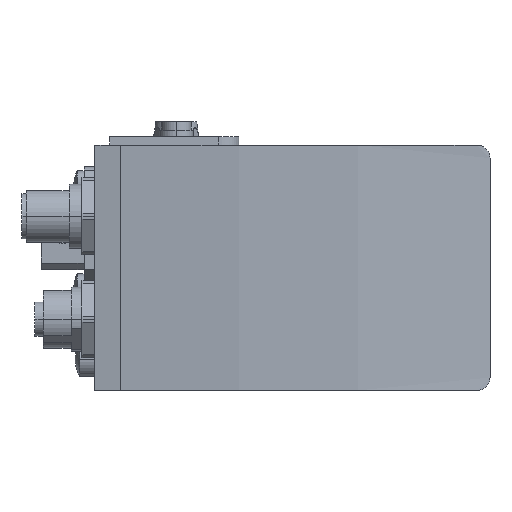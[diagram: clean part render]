
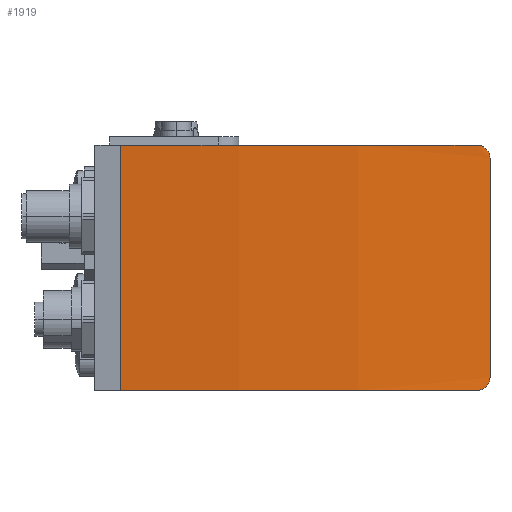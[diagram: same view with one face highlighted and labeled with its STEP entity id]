
A CAD part, left-side view. The second image highlights one B-rep face of the part: STEP entity #1919.
In plain terms, the highlighted cylindrical face has radius 300 mm (diameter 600 mm), a partial arc.
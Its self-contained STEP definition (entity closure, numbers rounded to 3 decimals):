
#1919=ADVANCED_FACE('',(#5561),#5562,.T.);
#1935=EDGE_CURVE('',#5585,#5586,#5587,.T.);
#1937=EDGE_CURVE('',#5589,#5585,#5590,.T.);
#1939=EDGE_CURVE('',#5592,#5589,#5593,.T.);
#1941=EDGE_CURVE('',#5595,#5592,#5596,.T.);
#1943=EDGE_CURVE('',#5598,#5595,#5599,.T.);
#1945=EDGE_CURVE('',#5586,#5598,#5601,.T.);
#5561=FACE_OUTER_BOUND('',#10634,.T.);
#5562=CYLINDRICAL_SURFACE('',#10635,300.0);
#5585=VERTEX_POINT('',#10659);
#5586=VERTEX_POINT('',#10660);
#5587=B_SPLINE_CURVE_WITH_KNOTS('',3,(#10661,#10662,#10663,#10664,#10665,#10666,#10667,#10668,#10669,#10670,#10671,#10672,#10673,#10674,#10675,#10676,#10677,#10678),.UNSPECIFIED.,.F.,.F.,(4,2,2,2,2,2,2,2,4),(4.539,5.11,5.681,6.252,6.822,7.387,7.952,8.517,9.082),.UNSPECIFIED.);
#5589=VERTEX_POINT('',#10681);
#5590=CIRCLE('',#10682,300.0);
#5592=VERTEX_POINT('',#10685);
#5593=LINE('',#10686,#10687);
#5595=VERTEX_POINT('',#10690);
#5596=CIRCLE('',#10691,300.0);
#5598=VERTEX_POINT('',#10694);
#5599=B_SPLINE_CURVE_WITH_KNOTS('',3,(#10695,#10696,#10697,#10698,#10699,#10700,#10701,#10702,#10703,#10704,#10705,#10706,#10707,#10708,#10709,#10710,#10711,#10712),.UNSPECIFIED.,.F.,.F.,(4,2,2,2,2,2,2,2,4),(9.082,9.648,10.214,10.78,11.346,11.916,12.485,13.054,13.624),.UNSPECIFIED.);
#5601=LINE('',#10715,#10716);
#10634=EDGE_LOOP('',(#18106,#18107,#18108,#18109,#18110,#18111));
#10635=AXIS2_PLACEMENT_3D('',#18112,#18113,#18114);
#10659=CARTESIAN_POINT('',(-4.808,-25.6,28.6));
#10660=CARTESIAN_POINT('',(-4.388,-28.6,25.6));
#10661=CARTESIAN_POINT('',(-4.808,-25.6,28.6));
#10662=CARTESIAN_POINT('',(-4.782,-25.789,28.6));
#10663=CARTESIAN_POINT('',(-4.756,-25.984,28.582));
#10664=CARTESIAN_POINT('',(-4.703,-26.372,28.506));
#10665=CARTESIAN_POINT('',(-4.676,-26.565,28.448));
#10666=CARTESIAN_POINT('',(-4.625,-26.935,28.294));
#10667=CARTESIAN_POINT('',(-4.6,-27.112,28.198));
#10668=CARTESIAN_POINT('',(-4.554,-27.441,27.977));
#10669=CARTESIAN_POINT('',(-4.532,-27.592,27.851));
#10670=CARTESIAN_POINT('',(-4.495,-27.858,27.585));
#10671=CARTESIAN_POINT('',(-4.477,-27.982,27.435));
#10672=CARTESIAN_POINT('',(-4.446,-28.201,27.108));
#10673=CARTESIAN_POINT('',(-4.432,-28.296,26.931));
#10674=CARTESIAN_POINT('',(-4.41,-28.448,26.562));
#10675=CARTESIAN_POINT('',(-4.401,-28.506,26.37));
#10676=CARTESIAN_POINT('',(-4.39,-28.582,25.983));
#10677=CARTESIAN_POINT('',(-4.388,-28.6,25.788));
#10678=CARTESIAN_POINT('',(-4.388,-28.6,25.6));
#10681=CARTESIAN_POINT('',(-4.388,57.6,28.6));
#10682=AXIS2_PLACEMENT_3D('',#18173,#18174,#18175);
#10685=CARTESIAN_POINT('',(-4.388,57.6,-28.6));
#10686=CARTESIAN_POINT('',(-4.388,57.6,0.0));
#10687=VECTOR('',#18176,1.0);
#10690=CARTESIAN_POINT('',(-4.808,-25.6,-28.6));
#10691=AXIS2_PLACEMENT_3D('',#18177,#18178,#18179);
#10694=CARTESIAN_POINT('',(-4.388,-28.6,-25.6));
#10695=CARTESIAN_POINT('',(-4.388,-28.6,-25.6));
#10696=CARTESIAN_POINT('',(-4.388,-28.6,-25.789));
#10697=CARTESIAN_POINT('',(-4.39,-28.582,-25.984));
#10698=CARTESIAN_POINT('',(-4.402,-28.506,-26.372));
#10699=CARTESIAN_POINT('',(-4.41,-28.448,-26.565));
#10700=CARTESIAN_POINT('',(-4.432,-28.294,-26.934));
#10701=CARTESIAN_POINT('',(-4.446,-28.199,-27.111));
#10702=CARTESIAN_POINT('',(-4.477,-27.979,-27.438));
#10703=CARTESIAN_POINT('',(-4.495,-27.854,-27.589));
#10704=CARTESIAN_POINT('',(-4.533,-27.588,-27.855));
#10705=CARTESIAN_POINT('',(-4.554,-27.437,-27.98));
#10706=CARTESIAN_POINT('',(-4.601,-27.109,-28.2));
#10707=CARTESIAN_POINT('',(-4.625,-26.932,-28.296));
#10708=CARTESIAN_POINT('',(-4.677,-26.562,-28.449));
#10709=CARTESIAN_POINT('',(-4.703,-26.37,-28.506));
#10710=CARTESIAN_POINT('',(-4.756,-25.983,-28.582));
#10711=CARTESIAN_POINT('',(-4.783,-25.788,-28.6));
#10712=CARTESIAN_POINT('',(-4.808,-25.6,-28.6));
#10715=CARTESIAN_POINT('',(-4.388,-28.6,0.0));
#10716=VECTOR('',#18180,1.0);
#18106=ORIENTED_EDGE('',*,*,#1935,.F.);
#18107=ORIENTED_EDGE('',*,*,#1937,.F.);
#18108=ORIENTED_EDGE('',*,*,#1939,.F.);
#18109=ORIENTED_EDGE('',*,*,#1941,.F.);
#18110=ORIENTED_EDGE('',*,*,#1943,.F.);
#18111=ORIENTED_EDGE('',*,*,#1945,.F.);
#18112=CARTESIAN_POINT('',(292.5,14.5,28.6));
#18113=DIRECTION('',(0.0,-0.0,-1.0));
#18114=DIRECTION('',(-0.99,-0.144,0.0));
#18173=CARTESIAN_POINT('',(292.5,14.5,28.6));
#18174=DIRECTION('',(0.0,0.0,1.0));
#18175=DIRECTION('',(-0.99,-0.144,0.0));
#18176=DIRECTION('',(0.0,0.0,1.0));
#18177=CARTESIAN_POINT('',(292.5,14.5,-28.6));
#18178=DIRECTION('',(-0.0,0.0,-1.0));
#18179=DIRECTION('',(-0.99,-0.144,0.0));
#18180=DIRECTION('',(0.0,0.0,-1.0));
